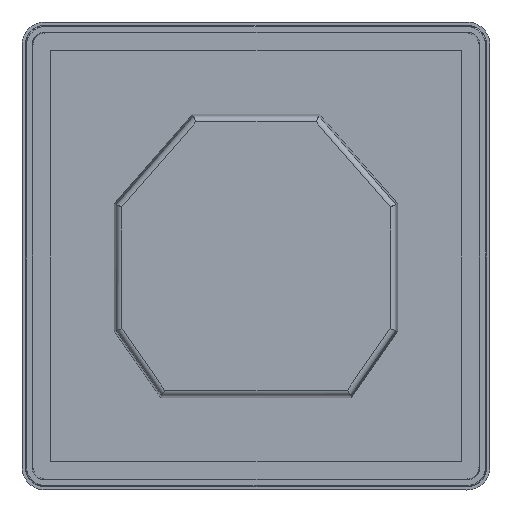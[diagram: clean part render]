
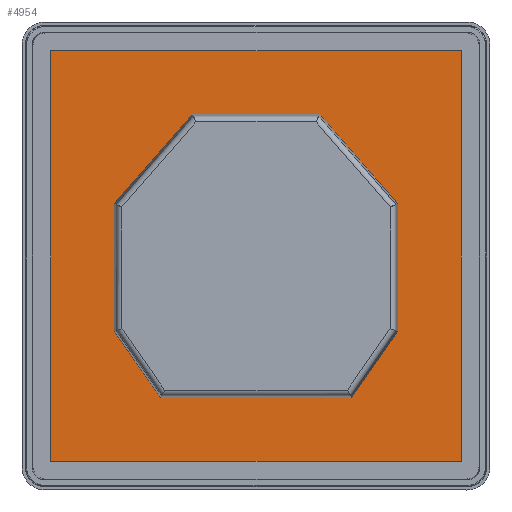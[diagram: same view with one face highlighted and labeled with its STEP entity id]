
A CAD part, front view. The second image highlights one B-rep face of the part: STEP entity #4954.
In plain terms, the highlighted face is planar.
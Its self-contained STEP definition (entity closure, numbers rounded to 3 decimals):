
#101 = CARTESIAN_POINT ( 'NONE',  ( 341.63, 342.9, -20.32 ) ) ;
#620 = DIRECTION ( 'NONE',  ( -1., 0., 0. ) ) ;
#830 = DIRECTION ( 'NONE',  ( 0., 0., 1. ) ) ;
#974 = CARTESIAN_POINT ( 'NONE',  ( -901.7, -774.7, -20.32 ) ) ;
#996 = VERTEX_POINT ( 'NONE', #8690 ) ;
#1035 = EDGE_CURVE ( 'NONE', #9727, #1506, #2455, .T. ) ;
#1239 = VERTEX_POINT ( 'NONE', #6795 ) ;
#1265 = AXIS2_PLACEMENT_3D ( 'NONE', #12896, #13768, #7266 ) ;
#1506 = VERTEX_POINT ( 'NONE', #1843 ) ;
#1554 = VECTOR ( 'NONE', #4041, 1000. ) ;
#1705 = EDGE_CURVE ( 'NONE', #7836, #3821, #8525, .T. ) ;
#1784 = AXIS2_PLACEMENT_3D ( 'NONE', #13151, #9769, #14172 ) ;
#1843 = CARTESIAN_POINT ( 'NONE',  ( 303.53, 609.6, -20.32 ) ) ;
#1961 = EDGE_CURVE ( 'NONE', #13772, #1239, #9373, .T. ) ;
#2084 = EDGE_CURVE ( 'NONE', #7836, #996, #3881, .T. ) ;
#2111 = LINE ( 'NONE', #974, #13622 ) ;
#2167 = DIRECTION ( 'NONE',  ( 0., -1., 0. ) ) ;
#2267 = VECTOR ( 'NONE', #620, 1000. ) ;
#2455 = CIRCLE ( 'NONE', #1784, 38.1 ) ;
#2773 = CARTESIAN_POINT ( 'NONE',  ( -642.62, -901.7, -20.32 ) ) ;
#2832 = LINE ( 'NONE', #9357, #14177 ) ;
#2841 = FACE_BOUND ( 'NONE', #7118, .T. ) ;
#2913 = LINE ( 'NONE', #6327, #2267 ) ;
#3180 = ORIENTED_EDGE ( 'NONE', *, *, #9381, .F. ) ;
#3739 = VERTEX_POINT ( 'NONE', #5597 ) ;
#3799 = CARTESIAN_POINT ( 'NONE',  ( 0., 0., -20.32 ) ) ;
#3821 = VERTEX_POINT ( 'NONE', #8848 ) ;
#3881 = CIRCLE ( 'NONE', #4121, 38.1 ) ;
#3912 = CARTESIAN_POINT ( 'NONE',  ( 341.63, 571.5, -20.32 ) ) ;
#3953 = EDGE_CURVE ( 'NONE', #13192, #996, #2913, .T. ) ;
#3989 = ORIENTED_EDGE ( 'NONE', *, *, #1035, .F. ) ;
#4041 = DIRECTION ( 'NONE',  ( 0., 1., 0. ) ) ;
#4104 = ORIENTED_EDGE ( 'NONE', *, *, #8202, .F. ) ;
#4121 = AXIS2_PLACEMENT_3D ( 'NONE', #11813, #8575, #13163 ) ;
#4366 = LINE ( 'NONE', #9997, #5894 ) ;
#4750 = VECTOR ( 'NONE', #2167, 1000. ) ;
#4954 = ADVANCED_FACE ( 'NONE', ( #8359, #2841 ), #11454, .F. ) ;
#5387 = EDGE_CURVE ( 'NONE', #1239, #11101, #2111, .T. ) ;
#5429 = LINE ( 'NONE', #7669, #4750 ) ;
#5597 = CARTESIAN_POINT ( 'NONE',  ( 901.7, 901.7, -20.32 ) ) ;
#5854 = CARTESIAN_POINT ( 'NONE',  ( -303.53, 609.6, -20.32 ) ) ;
#5894 = VECTOR ( 'NONE', #9781, 1000. ) ;
#6305 = LINE ( 'NONE', #10712, #12569 ) ;
#6327 = CARTESIAN_POINT ( 'NONE',  ( 303.53, 304.8, -20.32 ) ) ;
#6335 = ORIENTED_EDGE ( 'NONE', *, *, #1961, .F. ) ;
#6795 = CARTESIAN_POINT ( 'NONE',  ( -901.7, -901.7, -20.32 ) ) ;
#7118 = EDGE_LOOP ( 'NONE', ( #3989, #7582, #3180, #8185, #8119, #10618, #4104, #10153 ) ) ;
#7261 = DIRECTION ( 'NONE',  ( 0., 0., -1. ) ) ;
#7266 = DIRECTION ( 'NONE',  ( 0., -1., 0. ) ) ;
#7582 = ORIENTED_EDGE ( 'NONE', *, *, #9955, .T. ) ;
#7609 = CARTESIAN_POINT ( 'NONE',  ( -303.53, 571.5, -20.32 ) ) ;
#7669 = CARTESIAN_POINT ( 'NONE',  ( 341.63, 571.5, -20.32 ) ) ;
#7692 = CARTESIAN_POINT ( 'NONE',  ( 303.53, 304.8, -20.32 ) ) ;
#7836 = VERTEX_POINT ( 'NONE', #10077 ) ;
#8119 = ORIENTED_EDGE ( 'NONE', *, *, #2084, .F. ) ;
#8171 = EDGE_CURVE ( 'NONE', #11791, #1506, #2832, .T. ) ;
#8185 = ORIENTED_EDGE ( 'NONE', *, *, #3953, .T. ) ;
#8202 = EDGE_CURVE ( 'NONE', #11791, #3821, #13970, .T. ) ;
#8359 = FACE_OUTER_BOUND ( 'NONE', #9438, .T. ) ;
#8498 = CARTESIAN_POINT ( 'NONE',  ( -901.7, 901.7, -20.32 ) ) ;
#8525 = LINE ( 'NONE', #10550, #1554 ) ;
#8575 = DIRECTION ( 'NONE',  ( 0., 0., 1. ) ) ;
#8690 = CARTESIAN_POINT ( 'NONE',  ( -303.53, 304.8, -20.32 ) ) ;
#8808 = EDGE_CURVE ( 'NONE', #3739, #13772, #4366, .T. ) ;
#8848 = CARTESIAN_POINT ( 'NONE',  ( -341.63, 571.5, -20.32 ) ) ;
#9357 = CARTESIAN_POINT ( 'NONE',  ( -303.53, 609.6, -20.32 ) ) ;
#9373 = LINE ( 'NONE', #2773, #10356 ) ;
#9381 = EDGE_CURVE ( 'NONE', #13192, #10141, #10966, .T. ) ;
#9438 = EDGE_LOOP ( 'NONE', ( #6335, #11460, #13343, #12506 ) ) ;
#9727 = VERTEX_POINT ( 'NONE', #3912 ) ;
#9769 = DIRECTION ( 'NONE',  ( 0., 0., 1. ) ) ;
#9781 = DIRECTION ( 'NONE',  ( 0., -1., 0. ) ) ;
#9955 = EDGE_CURVE ( 'NONE', #9727, #10141, #5429, .T. ) ;
#9997 = CARTESIAN_POINT ( 'NONE',  ( 901.7, 774.7, -20.32 ) ) ;
#10077 = CARTESIAN_POINT ( 'NONE',  ( -341.63, 342.9, -20.32 ) ) ;
#10141 = VERTEX_POINT ( 'NONE', #101 ) ;
#10153 = ORIENTED_EDGE ( 'NONE', *, *, #8171, .T. ) ;
#10356 = VECTOR ( 'NONE', #11676, 1000. ) ;
#10515 = AXIS2_PLACEMENT_3D ( 'NONE', #7609, #830, #10656 ) ;
#10550 = CARTESIAN_POINT ( 'NONE',  ( -341.63, 342.9, -20.32 ) ) ;
#10607 = AXIS2_PLACEMENT_3D ( 'NONE', #3799, #7261, #11671 ) ;
#10618 = ORIENTED_EDGE ( 'NONE', *, *, #1705, .T. ) ;
#10656 = DIRECTION ( 'NONE',  ( 0., 1., 0. ) ) ;
#10712 = CARTESIAN_POINT ( 'NONE',  ( -774.7, 901.7, -20.32 ) ) ;
#10846 = CARTESIAN_POINT ( 'NONE',  ( 901.7, -901.7, -20.32 ) ) ;
#10966 = CIRCLE ( 'NONE', #1265, 38.1 ) ;
#11101 = VERTEX_POINT ( 'NONE', #8498 ) ;
#11454 = PLANE ( 'NONE',  #10607 ) ;
#11460 = ORIENTED_EDGE ( 'NONE', *, *, #8808, .F. ) ;
#11653 = EDGE_CURVE ( 'NONE', #11101, #3739, #6305, .T. ) ;
#11671 = DIRECTION ( 'NONE',  ( -1., 0., 0. ) ) ;
#11676 = DIRECTION ( 'NONE',  ( -1., 0., 0. ) ) ;
#11791 = VERTEX_POINT ( 'NONE', #5854 ) ;
#11813 = CARTESIAN_POINT ( 'NONE',  ( -303.53, 342.9, -20.32 ) ) ;
#11853 = DIRECTION ( 'NONE',  ( 1., 0., 0. ) ) ;
#12506 = ORIENTED_EDGE ( 'NONE', *, *, #5387, .F. ) ;
#12569 = VECTOR ( 'NONE', #11853, 1000. ) ;
#12812 = DIRECTION ( 'NONE',  ( 0., 1., 0. ) ) ;
#12896 = CARTESIAN_POINT ( 'NONE',  ( 303.53, 342.9, -20.32 ) ) ;
#13151 = CARTESIAN_POINT ( 'NONE',  ( 303.53, 571.5, -20.32 ) ) ;
#13163 = DIRECTION ( 'NONE',  ( -1., 0., 0. ) ) ;
#13192 = VERTEX_POINT ( 'NONE', #7692 ) ;
#13343 = ORIENTED_EDGE ( 'NONE', *, *, #11653, .F. ) ;
#13622 = VECTOR ( 'NONE', #12812, 1000. ) ;
#13752 = DIRECTION ( 'NONE',  ( 1., 0., 0. ) ) ;
#13768 = DIRECTION ( 'NONE',  ( 0., 0., 1. ) ) ;
#13772 = VERTEX_POINT ( 'NONE', #10846 ) ;
#13970 = CIRCLE ( 'NONE', #10515, 38.1 ) ;
#14172 = DIRECTION ( 'NONE',  ( 1., 0., 0. ) ) ;
#14177 = VECTOR ( 'NONE', #13752, 1000. ) ;
